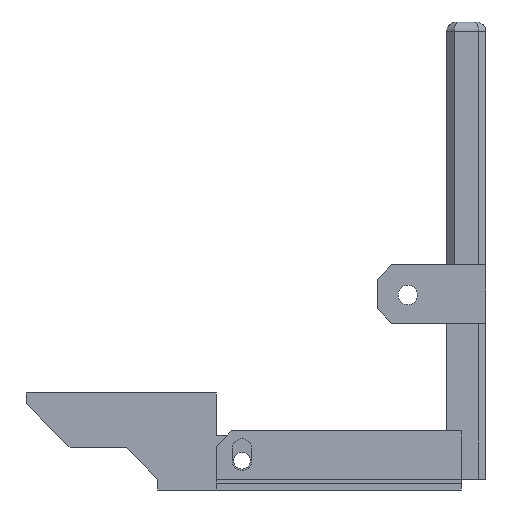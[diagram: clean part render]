
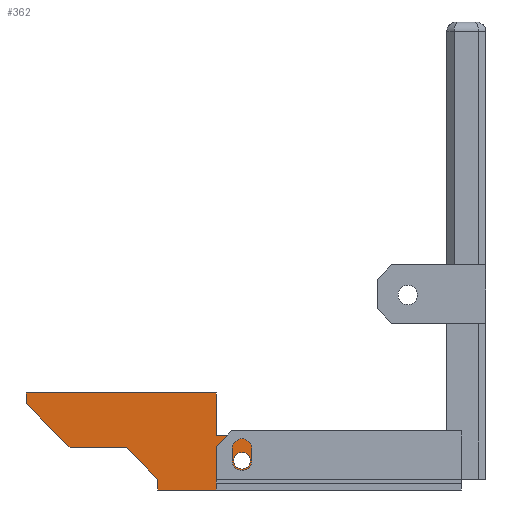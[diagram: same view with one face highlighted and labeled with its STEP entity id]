
A CAD part, front view. The second image highlights one B-rep face of the part: STEP entity #362.
In plain terms, the highlighted planar face has unit normal (0, -1, 0).
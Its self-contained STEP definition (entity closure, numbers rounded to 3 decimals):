
#136=CARTESIAN_POINT('',(98.,0.2,-15.));
#137=VERTEX_POINT('',#136);
#145=CARTESIAN_POINT('',(98.,0.2,-6.3));
#146=VERTEX_POINT('',#145);
#153=CARTESIAN_POINT('',(98.,0.2,-15.));
#154=DIRECTION('',(0.,0.,1.));
#155=VECTOR('',#154,8.7);
#156=LINE('',#153,#155);
#157=EDGE_CURVE('',#137,#146,#156,.T.);
#167=CARTESIAN_POINT('',(86.,0.2,-23.98));
#168=VERTEX_POINT('',#167);
#177=CARTESIAN_POINT('',(85.98,0.2,-23.98));
#178=VERTEX_POINT('',#177);
#179=CARTESIAN_POINT('',(86.,0.2,-23.98));
#180=DIRECTION('',(-1.,0.,0.));
#181=VECTOR('',#180,0.02);
#182=LINE('',#179,#181);
#183=EDGE_CURVE('',#168,#178,#182,.T.);
#240=CARTESIAN_POINT('',(86.,0.2,-26.201));
#241=VERTEX_POINT('',#240);
#248=CARTESIAN_POINT('',(86.,0.2,-26.201));
#249=DIRECTION('',(0.,0.,1.));
#250=VECTOR('',#249,2.221);
#251=LINE('',#248,#250);
#252=EDGE_CURVE('',#241,#168,#251,.T.);
#272=CARTESIAN_POINT('',(92.,0.2,-20.2));
#273=DIRECTION('',(0.,1.,0.));
#274=DIRECTION('',(0.,0.,1.));
#275=AXIS2_PLACEMENT_3D('',#272,#273,#274);
#276=PLANE('',#275);
#277=CARTESIAN_POINT('',(108.6,0.2,-15.));
#278=VERTEX_POINT('',#277);
#279=CARTESIAN_POINT('',(98.,0.2,-15.));
#280=DIRECTION('',(1.,0.,-0.));
#281=VECTOR('',#280,10.6);
#282=LINE('',#279,#281);
#283=EDGE_CURVE('',#137,#278,#282,.T.);
#284=ORIENTED_EDGE('',*,*,#283,.F.);
#285=ORIENTED_EDGE('',*,*,#157,.T.);
#286=CARTESIAN_POINT('',(59.,0.2,-6.3));
#287=VERTEX_POINT('',#286);
#288=CARTESIAN_POINT('',(98.,0.2,-6.3));
#289=DIRECTION('',(-1.,0.,0.));
#290=VECTOR('',#289,39.);
#291=LINE('',#288,#290);
#292=EDGE_CURVE('',#146,#287,#291,.T.);
#293=ORIENTED_EDGE('',*,*,#292,.T.);
#294=CARTESIAN_POINT('',(59.,0.2,-8.5));
#295=VERTEX_POINT('',#294);
#296=CARTESIAN_POINT('',(59.,0.2,-6.3));
#297=DIRECTION('',(0.,0.,-1.));
#298=VECTOR('',#297,2.2);
#299=LINE('',#296,#298);
#300=EDGE_CURVE('',#287,#295,#299,.T.);
#301=ORIENTED_EDGE('',*,*,#300,.T.);
#302=CARTESIAN_POINT('',(68.,0.2,-17.5));
#303=VERTEX_POINT('',#302);
#304=CARTESIAN_POINT('',(59.,0.2,-8.5));
#305=DIRECTION('',(0.707,0.,-0.707));
#306=VECTOR('',#305,12.728);
#307=LINE('',#304,#306);
#308=EDGE_CURVE('',#295,#303,#307,.T.);
#309=ORIENTED_EDGE('',*,*,#308,.T.);
#310=CARTESIAN_POINT('',(79.5,0.2,-17.5));
#311=VERTEX_POINT('',#310);
#312=CARTESIAN_POINT('',(79.5,0.2,-17.5));
#313=DIRECTION('',(-1.,0.,0.));
#314=VECTOR('',#313,11.5);
#315=LINE('',#312,#314);
#316=EDGE_CURVE('',#311,#303,#315,.T.);
#317=ORIENTED_EDGE('',*,*,#316,.F.);
#318=CARTESIAN_POINT('',(79.5,0.2,-17.5));
#319=DIRECTION('',(0.707,0.,-0.707));
#320=VECTOR('',#319,9.164);
#321=LINE('',#318,#320);
#322=EDGE_CURVE('',#311,#178,#321,.T.);
#323=ORIENTED_EDGE('',*,*,#322,.T.);
#324=ORIENTED_EDGE('',*,*,#183,.F.);
#325=ORIENTED_EDGE('',*,*,#252,.F.);
#326=CARTESIAN_POINT('',(108.6,0.2,-26.201));
#327=VERTEX_POINT('',#326);
#328=CARTESIAN_POINT('',(108.6,0.2,-26.201));
#329=DIRECTION('',(-1.,0.,0.));
#330=VECTOR('',#329,22.6);
#331=LINE('',#328,#330);
#332=EDGE_CURVE('',#327,#241,#331,.T.);
#333=ORIENTED_EDGE('',*,*,#332,.F.);
#334=CARTESIAN_POINT('',(108.6,0.2,-15.));
#335=DIRECTION('',(0.,0.,-1.));
#336=VECTOR('',#335,11.201);
#337=LINE('',#334,#336);
#338=EDGE_CURVE('',#278,#327,#337,.T.);
#339=ORIENTED_EDGE('',*,*,#338,.F.);
#340=EDGE_LOOP('',(#284,#285,#293,#301,#309,#317,#323,#324,#325,#333,#339));
#341=FACE_BOUND('',#340,.T.);
#342=CARTESIAN_POINT('',(103.29,0.2,-18.5));
#343=VERTEX_POINT('',#342);
#344=CARTESIAN_POINT('',(103.29,0.2,-21.9));
#345=VERTEX_POINT('',#344);
#346=CARTESIAN_POINT('',(103.29,0.2,-20.2));
#347=DIRECTION('',(0.,1.,0.));
#348=DIRECTION('',(0.,-0.,1.));
#349=AXIS2_PLACEMENT_3D('',#346,#347,#348);
#350=CIRCLE('',#349,1.7);
#351=EDGE_CURVE('',#343,#345,#350,.T.);
#352=ORIENTED_EDGE('',*,*,#351,.T.);
#353=CARTESIAN_POINT('',(103.29,0.2,-20.2));
#354=DIRECTION('',(0.,1.,0.));
#355=DIRECTION('',(0.,-0.,1.));
#356=AXIS2_PLACEMENT_3D('',#353,#354,#355);
#357=CIRCLE('',#356,1.7);
#358=EDGE_CURVE('',#345,#343,#357,.T.);
#359=ORIENTED_EDGE('',*,*,#358,.T.);
#360=EDGE_LOOP('',(#352,#359));
#361=FACE_BOUND('',#360,.T.);
#362=ADVANCED_FACE('',(#341,#361),#276,.F.);
